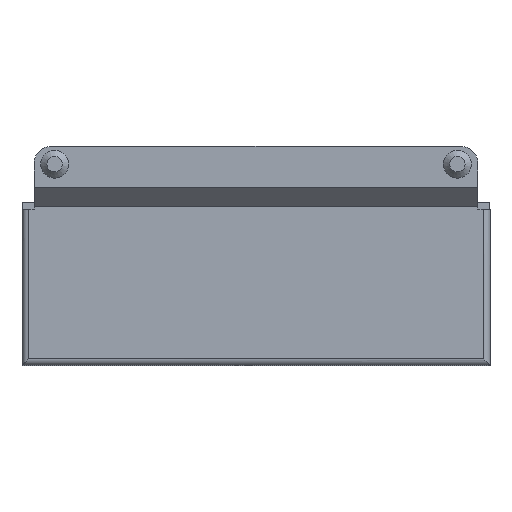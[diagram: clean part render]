
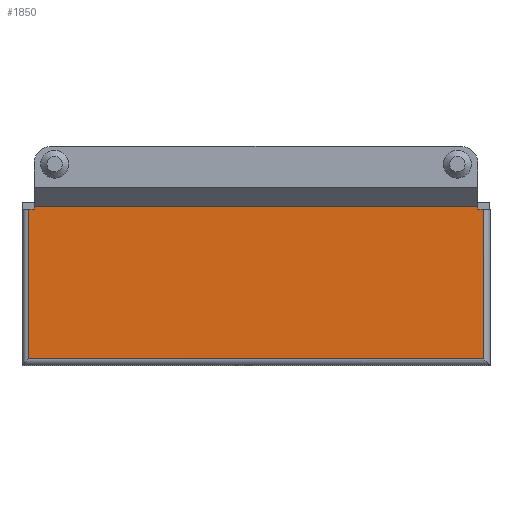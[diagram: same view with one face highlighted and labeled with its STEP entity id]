
A CAD part, left-side view. The second image highlights one B-rep face of the part: STEP entity #1850.
In plain terms, the highlighted planar face has unit normal (-1, 0, 0).
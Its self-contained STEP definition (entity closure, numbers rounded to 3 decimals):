
#170=LINE('',#3370,#363);
#171=LINE('',#3373,#364);
#172=LINE('',#3375,#365);
#173=LINE('',#3377,#366);
#174=LINE('',#3379,#367);
#175=LINE('',#3381,#368);
#176=LINE('',#3383,#369);
#177=LINE('',#3385,#370);
#363=VECTOR('',#2822,1000.);
#364=VECTOR('',#2823,1000.);
#365=VECTOR('',#2824,1000.);
#366=VECTOR('',#2825,1000.);
#367=VECTOR('',#2826,1000.);
#368=VECTOR('',#2827,1000.);
#369=VECTOR('',#2828,1000.);
#370=VECTOR('',#2829,1000.);
#684=ORIENTED_EDGE('',*,*,#1084,.T.);
#685=ORIENTED_EDGE('',*,*,#1085,.T.);
#686=ORIENTED_EDGE('',*,*,#1086,.T.);
#687=ORIENTED_EDGE('',*,*,#1087,.F.);
#688=ORIENTED_EDGE('',*,*,#1088,.T.);
#689=ORIENTED_EDGE('',*,*,#1089,.T.);
#690=ORIENTED_EDGE('',*,*,#1090,.F.);
#691=ORIENTED_EDGE('',*,*,#1091,.T.);
#1084=EDGE_CURVE('',#1303,#1304,#170,.T.);
#1085=EDGE_CURVE('',#1304,#1305,#171,.T.);
#1086=EDGE_CURVE('',#1305,#1306,#172,.T.);
#1087=EDGE_CURVE('',#1307,#1306,#173,.T.);
#1088=EDGE_CURVE('',#1307,#1308,#174,.T.);
#1089=EDGE_CURVE('',#1308,#1309,#175,.T.);
#1090=EDGE_CURVE('',#1310,#1309,#176,.T.);
#1091=EDGE_CURVE('',#1310,#1303,#177,.T.);
#1303=VERTEX_POINT('',#3371);
#1304=VERTEX_POINT('',#3372);
#1305=VERTEX_POINT('',#3374);
#1306=VERTEX_POINT('',#3376);
#1307=VERTEX_POINT('',#3378);
#1308=VERTEX_POINT('',#3380);
#1309=VERTEX_POINT('',#3382);
#1310=VERTEX_POINT('',#3384);
#1499=EDGE_LOOP('',(#684,#685,#686,#687,#688,#689,#690,#691));
#1652=FACE_BOUND('',#1499,.T.);
#1762=PLANE('',#2478);
#1850=ADVANCED_FACE('',(#1652),#1762,.T.);
#2478=AXIS2_PLACEMENT_3D('',#3369,#2820,#2821);
#2820=DIRECTION('',(-1.,0.,0.));
#2821=DIRECTION('',(0.,0.,1.));
#2822=DIRECTION('',(0.,0.,1.));
#2823=DIRECTION('',(0.,1.,0.));
#2824=DIRECTION('',(0.,0.,1.));
#2825=DIRECTION('',(0.,-1.,0.));
#2826=DIRECTION('',(0.,0.,-1.));
#2827=DIRECTION('',(0.,1.,0.));
#2828=DIRECTION('',(0.,0.,1.));
#2829=DIRECTION('',(0.,-1.,0.));
#3369=CARTESIAN_POINT('',(-15.,169.5,-65.));
#3370=CARTESIAN_POINT('',(-15.,2.5,-65.));
#3371=CARTESIAN_POINT('',(-15.,2.5,-57.5));
#3372=CARTESIAN_POINT('',(-15.,2.5,-2.5));
#3373=CARTESIAN_POINT('',(-15.,169.5,-2.5));
#3374=CARTESIAN_POINT('',(-15.,4.5,-2.5));
#3375=CARTESIAN_POINT('',(-15.,4.5,-65.));
#3376=CARTESIAN_POINT('',(-15.,4.5,-1.536));
#3377=CARTESIAN_POINT('',(-15.,167.5,-1.536));
#3378=CARTESIAN_POINT('',(-15.,167.5,-1.536));
#3379=CARTESIAN_POINT('',(-15.,167.5,-65.));
#3380=CARTESIAN_POINT('',(-15.,167.5,-2.5));
#3381=CARTESIAN_POINT('',(-15.,169.5,-2.5));
#3382=CARTESIAN_POINT('',(-15.,169.5,-2.5));
#3383=CARTESIAN_POINT('',(-15.,169.5,-65.));
#3384=CARTESIAN_POINT('',(-15.,169.5,-57.5));
#3385=CARTESIAN_POINT('',(-15.,172.,-57.5));
